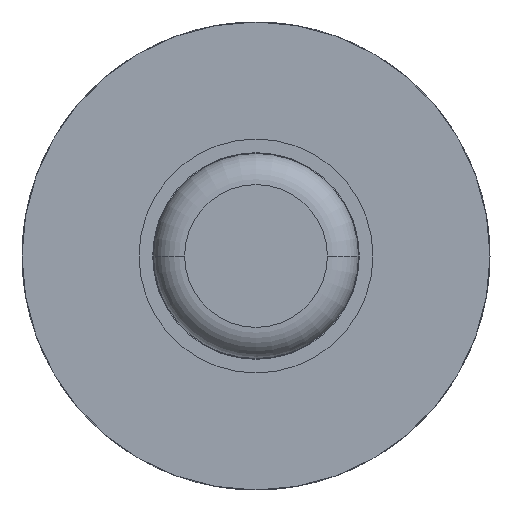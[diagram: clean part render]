
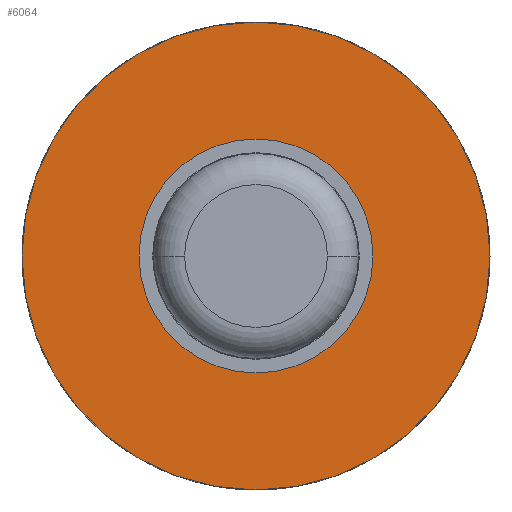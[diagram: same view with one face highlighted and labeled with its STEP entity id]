
A CAD part, front view. The second image highlights one B-rep face of the part: STEP entity #6064.
In plain terms, the highlighted planar face has unit normal (0, -1, 0).
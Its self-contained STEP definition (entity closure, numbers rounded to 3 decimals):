
#76 = VERTEX_POINT ( 'NONE', #6645 ) ;
#102 = FACE_BOUND ( 'NONE', #7694, .T. ) ;
#151 = DIRECTION ( 'NONE',  ( 0., 1., 0. ) ) ;
#542 = EDGE_LOOP ( 'NONE', ( #4251, #4002 ) ) ;
#710 = DIRECTION ( 'NONE',  ( 0., 1., 0. ) ) ;
#988 = AXIS2_PLACEMENT_3D ( 'NONE', #3376, #710, #8242 ) ;
#1246 = EDGE_CURVE ( 'Defeature ausgef�hrt1_48+Defeature ausgef�hrt1_9+Defeature ausgef�hrt1_9+Defeature ausgef�hrt1_9', #5068, #4807, #6773, .T. ) ;
#2156 = DIRECTION ( 'NONE',  ( 0., 1., 0. ) ) ;
#2157 = CARTESIAN_POINT ( 'NONE',  ( 0., 32.3, -0.9 ) ) ;
#2799 = CARTESIAN_POINT ( 'NONE',  ( 0., 32.3, 0.9 ) ) ;
#2815 = CARTESIAN_POINT ( 'NONE',  ( 0., 32.3, 0. ) ) ;
#3376 = CARTESIAN_POINT ( 'NONE',  ( 0., 32.3, 0. ) ) ;
#3454 = DIRECTION ( 'NONE',  ( 0., 1., 0. ) ) ;
#3461 = EDGE_CURVE ( 'Defeature ausgef�hrt1_49+Defeature ausgef�hrt1_48+Defeature ausgef�hrt1_48+Defeature ausgef�hrt1_48', #6133, #76, #3553, .T. ) ;
#3553 = CIRCLE ( 'NONE', #3976, 3. ) ;
#3617 = CIRCLE ( 'NONE', #988, 0.9 ) ;
#3720 = CIRCLE ( 'NONE', #7717, 3. ) ;
#3976 = AXIS2_PLACEMENT_3D ( 'NONE', #7738, #2156, #7022 ) ;
#4002 = ORIENTED_EDGE ( 'NONE', *, *, #5625, .F. ) ;
#4251 = ORIENTED_EDGE ( 'NONE', *, *, #3461, .F. ) ;
#4342 = CARTESIAN_POINT ( 'NONE',  ( 0.9, 32.3, 0. ) ) ;
#4807 = VERTEX_POINT ( 'NONE', #2799 ) ;
#4968 = CARTESIAN_POINT ( 'NONE',  ( 0., 32.3, 0. ) ) ;
#5059 = AXIS2_PLACEMENT_3D ( 'NONE', #2815, #3454, #5511 ) ;
#5068 = VERTEX_POINT ( 'NONE', #2157 ) ;
#5511 = DIRECTION ( 'NONE',  ( 0., 0., 1. ) ) ;
#5621 = PLANE ( 'NONE',  #6786 ) ;
#5625 = EDGE_CURVE ( 'Defeature ausgef�hrt1_49+Defeature ausgef�hrt1_48+Defeature ausgef�hrt1_48+Defeature ausgef�hrt1_48', #76, #6133, #3720, .T. ) ;
#5674 = ORIENTED_EDGE ( 'NONE', *, *, #5943, .T. ) ;
#5943 = EDGE_CURVE ( 'Defeature ausgef�hrt1_48+Defeature ausgef�hrt1_9+Defeature ausgef�hrt1_9+Defeature ausgef�hrt1_9', #4807, #5068, #3617, .T. ) ;
#6064 = ADVANCED_FACE ( 'Defeature ausgef�hrt1_48', ( #7102, #102 ), #5621, .F. ) ;
#6133 = VERTEX_POINT ( 'NONE', #7029 ) ;
#6359 = DIRECTION ( 'NONE',  ( 0., 1., 0. ) ) ;
#6645 = CARTESIAN_POINT ( 'NONE',  ( 0., 32.3, -3. ) ) ;
#6773 = CIRCLE ( 'NONE', #5059, 0.9 ) ;
#6786 = AXIS2_PLACEMENT_3D ( 'NONE', #4342, #151, #7094 ) ;
#7022 = DIRECTION ( 'NONE',  ( 0., 0., 1. ) ) ;
#7029 = CARTESIAN_POINT ( 'NONE',  ( 0., 32.3, 3. ) ) ;
#7094 = DIRECTION ( 'NONE',  ( 0., 0., 1. ) ) ;
#7102 = FACE_OUTER_BOUND ( 'NONE', #542, .T. ) ;
#7694 = EDGE_LOOP ( 'NONE', ( #5674, #8264 ) ) ;
#7711 = DIRECTION ( 'NONE',  ( 0., 0., 1. ) ) ;
#7717 = AXIS2_PLACEMENT_3D ( 'NONE', #4968, #6359, #7711 ) ;
#7738 = CARTESIAN_POINT ( 'NONE',  ( 0., 32.3, 0. ) ) ;
#8242 = DIRECTION ( 'NONE',  ( 0., 0., 1. ) ) ;
#8264 = ORIENTED_EDGE ( 'NONE', *, *, #1246, .T. ) ;
